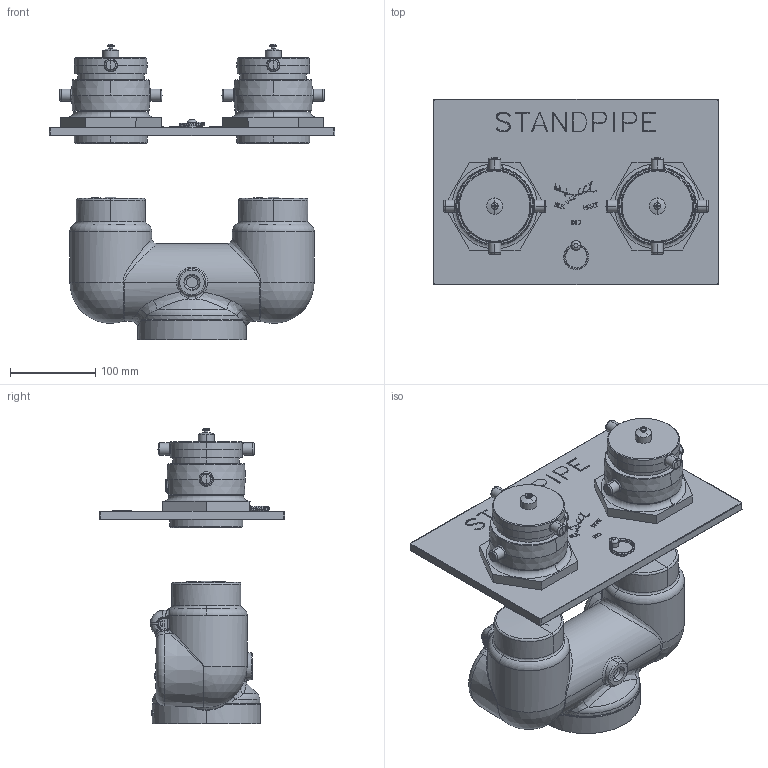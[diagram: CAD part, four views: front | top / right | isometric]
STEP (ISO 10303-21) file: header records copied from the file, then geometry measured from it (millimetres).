
FILE_DESCRIPTION (( 'STEP AP214' ), '1' );
FILE_NAME ('166(2.5X2.5X4.0)00533001.STEP', '2021-05-10T14:59:30', ( '' ), ( '' ), 'SwSTEP 2.0', 'SolidWorks 2019', '' );
FILE_SCHEMA (( 'AUTOMOTIVE_DESIGN' ));
Length unit declared in the file: inch
Products named in the file (1): 166(2.5X2.5X4.0)00533001
Bounding box: 334.94 x 217.46 x 346.8 mm (x, y, z)
Volume: 5080677.2 mm3; surface area: 374586.8 mm2
Topology: 2 solids, 2 shells, 1424 faces, 3755 edges, 2385 vertices
Faces by surface type: bspline 576, plane 545, cylinder 157, cone 76, torus 57, sphere 13
Entity records: 118934 total; most frequent: CARTESIAN_POINT 87741, ORIENTED_EDGE 7430, DIRECTION 4196, EDGE_CURVE 3715, VERTEX_POINT 2381, B_SPLINE_CURVE_WITH_KNOTS 1697, EDGE_LOOP 1512, LINE 1478
